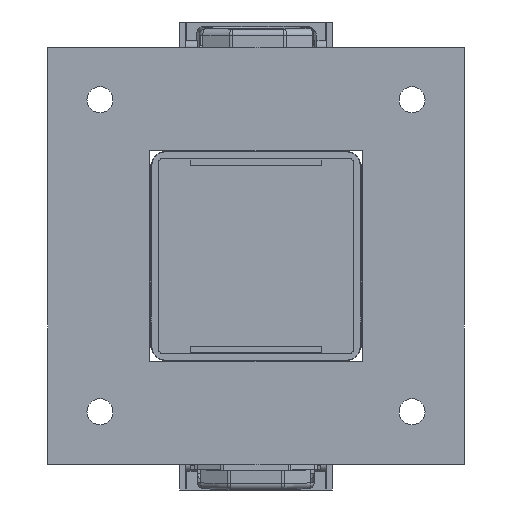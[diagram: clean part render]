
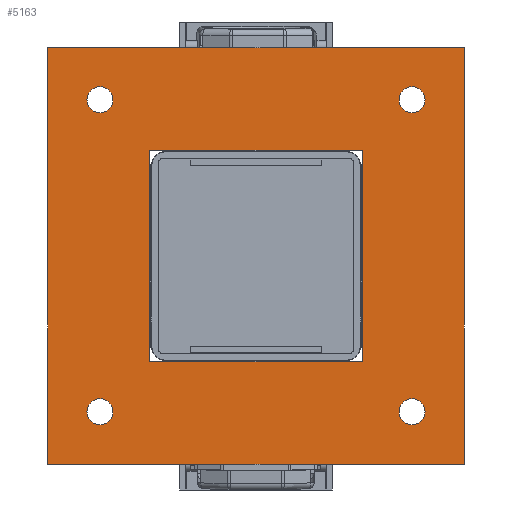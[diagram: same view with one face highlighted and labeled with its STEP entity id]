
A CAD part, front view. The second image highlights one B-rep face of the part: STEP entity #5163.
In plain terms, the highlighted planar face has unit normal (0, -1, 0).
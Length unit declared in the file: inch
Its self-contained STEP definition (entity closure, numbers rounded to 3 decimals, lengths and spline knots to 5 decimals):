
#78 = DIRECTION ( 'NONE',  ( 1., 0., 0. ) ) ;
#232 = ORIENTED_EDGE ( 'NONE', *, *, #21784, .T. ) ;
#745 = CARTESIAN_POINT ( 'NONE',  ( -6.70364, -19.14646, 38.03125 ) ) ;
#807 = VERTEX_POINT ( 'NONE', #16873 ) ;
#908 = DIRECTION ( 'NONE',  ( 0., 0., -1. ) ) ;
#957 = VERTEX_POINT ( 'NONE', #20154 ) ;
#1110 = VERTEX_POINT ( 'NONE', #16320 ) ;
#2435 = EDGE_CURVE ( 'NONE', #6899, #957, #2450, .T. ) ;
#2450 = LINE ( 'NONE', #8339, #22349 ) ;
#2683 = LINE ( 'NONE', #10071, #8695 ) ;
#2849 = DIRECTION ( 'NONE',  ( 0., 0., 1. ) ) ;
#3057 = CARTESIAN_POINT ( 'NONE',  ( -6.70364, -19.14646, 33.96875 ) ) ;
#3865 = VERTEX_POINT ( 'NONE', #3057 ) ;
#4821 = EDGE_LOOP ( 'NONE', ( #17398 ) ) ;
#4839 = CARTESIAN_POINT ( 'NONE',  ( -6.70364, -19.14646, 38.03125 ) ) ;
#5131 = CARTESIAN_POINT ( 'NONE',  ( -4.75051, -19.14646, 40. ) ) ;
#5163 = ADVANCED_FACE ( 'NONE', ( #26009, #18752, #17459, #9309, #14290, #20010 ), #5540, .F. ) ;
#5267 = CARTESIAN_POINT ( 'NONE',  ( -11.75051, -19.14646, 33.25443 ) ) ;
#5496 = CARTESIAN_POINT ( 'NONE',  ( -12.75051, -19.14646, 32. ) ) ;
#5540 = PLANE ( 'NONE',  #8754 ) ;
#6053 = DIRECTION ( 'NONE',  ( 0., 1., 0. ) ) ;
#6899 = VERTEX_POINT ( 'NONE', #5496 ) ;
#7109 = CARTESIAN_POINT ( 'NONE',  ( -10.79739, -19.14646, 33.96875 ) ) ;
#7342 = AXIS2_PLACEMENT_3D ( 'NONE', #13869, #7735, #7823 ) ;
#7552 = LINE ( 'NONE', #12843, #14741 ) ;
#7735 = DIRECTION ( 'NONE',  ( 0., 1., 0. ) ) ;
#7823 = DIRECTION ( 'NONE',  ( 0., 0., 1. ) ) ;
#8339 = CARTESIAN_POINT ( 'NONE',  ( -12.75051, -19.14646, 32. ) ) ;
#8695 = VECTOR ( 'NONE', #16252, 39.37008 ) ;
#8754 = AXIS2_PLACEMENT_3D ( 'NONE', #17381, #11447, #15447 ) ;
#9246 = DIRECTION ( 'NONE',  ( 0., 0., -1. ) ) ;
#9309 = FACE_BOUND ( 'NONE', #4821, .T. ) ;
#9610 = ORIENTED_EDGE ( 'NONE', *, *, #16769, .T. ) ;
#10071 = CARTESIAN_POINT ( 'NONE',  ( -12.75051, -19.14646, 40. ) ) ;
#10193 = CARTESIAN_POINT ( 'NONE',  ( -12.75051, -19.14646, 40. ) ) ;
#10538 = ORIENTED_EDGE ( 'NONE', *, *, #20168, .F. ) ;
#10754 = LINE ( 'NONE', #7109, #12957 ) ;
#10963 = EDGE_LOOP ( 'NONE', ( #21903, #23116, #14772, #23914 ) ) ;
#11380 = CARTESIAN_POINT ( 'NONE',  ( -5.75051, -19.14646, 33.00443 ) ) ;
#11447 = DIRECTION ( 'NONE',  ( 0., 1., 0. ) ) ;
#11668 = VERTEX_POINT ( 'NONE', #25372 ) ;
#12843 = CARTESIAN_POINT ( 'NONE',  ( -10.79739, -19.14646, 38.03125 ) ) ;
#12957 = VECTOR ( 'NONE', #17089, 39.37008 ) ;
#13131 = DIRECTION ( 'NONE',  ( 1., 0., 0. ) ) ;
#13248 = DIRECTION ( 'NONE',  ( 0., 0., 1. ) ) ;
#13345 = DIRECTION ( 'NONE',  ( 0., 1., 0. ) ) ;
#13349 = CIRCLE ( 'NONE', #23244, 0.25 ) ;
#13445 = CARTESIAN_POINT ( 'NONE',  ( -10.79739, -19.14646, 33.96875 ) ) ;
#13671 = ORIENTED_EDGE ( 'NONE', *, *, #21377, .T. ) ;
#13869 = CARTESIAN_POINT ( 'NONE',  ( -5.75051, -19.14646, 39.00443 ) ) ;
#13938 = DIRECTION ( 'NONE',  ( 0., 0., 1. ) ) ;
#14082 = EDGE_LOOP ( 'NONE', ( #232 ) ) ;
#14290 = FACE_BOUND ( 'NONE', #10963, .T. ) ;
#14311 = EDGE_CURVE ( 'NONE', #18474, #18474, #23509, .T. ) ;
#14741 = VECTOR ( 'NONE', #2849, 39.37008 ) ;
#14772 = ORIENTED_EDGE ( 'NONE', *, *, #15734, .T. ) ;
#15029 = LINE ( 'NONE', #4839, #21726 ) ;
#15091 = LINE ( 'NONE', #5131, #22378 ) ;
#15434 = VECTOR ( 'NONE', #78, 39.37008 ) ;
#15447 = DIRECTION ( 'NONE',  ( 0., 0., 1. ) ) ;
#15734 = EDGE_CURVE ( 'NONE', #3865, #16951, #10754, .T. ) ;
#15840 = DIRECTION ( 'NONE',  ( 0., 0., 1. ) ) ;
#16023 = DIRECTION ( 'NONE',  ( 0., 1., 0. ) ) ;
#16252 = DIRECTION ( 'NONE',  ( 0., 0., -1. ) ) ;
#16320 = CARTESIAN_POINT ( 'NONE',  ( -10.79739, -19.14646, 38.03125 ) ) ;
#16537 = ORIENTED_EDGE ( 'NONE', *, *, #24873, .F. ) ;
#16654 = CARTESIAN_POINT ( 'NONE',  ( -5.75051, -19.14646, 39.25443 ) ) ;
#16660 = VERTEX_POINT ( 'NONE', #745 ) ;
#16769 = EDGE_CURVE ( 'NONE', #20027, #20027, #13349, .T. ) ;
#16798 = CIRCLE ( 'NONE', #24828, 0.25 ) ;
#16873 = CARTESIAN_POINT ( 'NONE',  ( -12.75051, -19.14646, 40. ) ) ;
#16951 = VERTEX_POINT ( 'NONE', #13445 ) ;
#16975 = EDGE_LOOP ( 'NONE', ( #9610 ) ) ;
#17089 = DIRECTION ( 'NONE',  ( -1., 0., 0. ) ) ;
#17266 = CARTESIAN_POINT ( 'NONE',  ( -10.79739, -19.14646, 38.03125 ) ) ;
#17381 = CARTESIAN_POINT ( 'NONE',  ( -8.75051, -19.14646, 36. ) ) ;
#17398 = ORIENTED_EDGE ( 'NONE', *, *, #18862, .T. ) ;
#17459 = FACE_BOUND ( 'NONE', #18006, .T. ) ;
#17488 = VERTEX_POINT ( 'NONE', #5267 ) ;
#17529 = EDGE_LOOP ( 'NONE', ( #16537, #13671, #18503, #10538 ) ) ;
#18006 = EDGE_LOOP ( 'NONE', ( #22335 ) ) ;
#18099 = CARTESIAN_POINT ( 'NONE',  ( -11.75051, -19.14646, 33.00443 ) ) ;
#18474 = VERTEX_POINT ( 'NONE', #16654 ) ;
#18503 = ORIENTED_EDGE ( 'NONE', *, *, #2435, .T. ) ;
#18752 = FACE_BOUND ( 'NONE', #14082, .T. ) ;
#18862 = EDGE_CURVE ( 'NONE', #26031, #26031, #20810, .T. ) ;
#19095 = EDGE_CURVE ( 'NONE', #16951, #1110, #7552, .T. ) ;
#19869 = LINE ( 'NONE', #10193, #15434 ) ;
#20010 = FACE_OUTER_BOUND ( 'NONE', #17529, .T. ) ;
#20027 = VERTEX_POINT ( 'NONE', #24701 ) ;
#20154 = CARTESIAN_POINT ( 'NONE',  ( -4.75051, -19.14646, 32. ) ) ;
#20168 = EDGE_CURVE ( 'NONE', #11668, #957, #15091, .T. ) ;
#20658 = EDGE_CURVE ( 'NONE', #16660, #3865, #15029, .T. ) ;
#20810 = CIRCLE ( 'NONE', #25308, 0.25 ) ;
#21167 = EDGE_CURVE ( 'NONE', #1110, #16660, #22887, .T. ) ;
#21377 = EDGE_CURVE ( 'NONE', #807, #6899, #2683, .T. ) ;
#21726 = VECTOR ( 'NONE', #908, 39.37008 ) ;
#21784 = EDGE_CURVE ( 'NONE', #17488, #17488, #16798, .T. ) ;
#21903 = ORIENTED_EDGE ( 'NONE', *, *, #21167, .T. ) ;
#22175 = CARTESIAN_POINT ( 'NONE',  ( -11.75051, -19.14646, 39.00443 ) ) ;
#22256 = DIRECTION ( 'NONE',  ( 1., 0., 0. ) ) ;
#22274 = VECTOR ( 'NONE', #13131, 39.37008 ) ;
#22335 = ORIENTED_EDGE ( 'NONE', *, *, #14311, .T. ) ;
#22349 = VECTOR ( 'NONE', #22256, 39.37008 ) ;
#22378 = VECTOR ( 'NONE', #9246, 39.37008 ) ;
#22599 = CARTESIAN_POINT ( 'NONE',  ( -11.75051, -19.14646, 39.25443 ) ) ;
#22887 = LINE ( 'NONE', #17266, #22274 ) ;
#23116 = ORIENTED_EDGE ( 'NONE', *, *, #20658, .T. ) ;
#23244 = AXIS2_PLACEMENT_3D ( 'NONE', #11380, #13345, #13248 ) ;
#23509 = CIRCLE ( 'NONE', #7342, 0.25 ) ;
#23914 = ORIENTED_EDGE ( 'NONE', *, *, #19095, .T. ) ;
#24701 = CARTESIAN_POINT ( 'NONE',  ( -5.75051, -19.14646, 33.25443 ) ) ;
#24828 = AXIS2_PLACEMENT_3D ( 'NONE', #18099, #6053, #13938 ) ;
#24873 = EDGE_CURVE ( 'NONE', #807, #11668, #19869, .T. ) ;
#25308 = AXIS2_PLACEMENT_3D ( 'NONE', #22175, #16023, #15840 ) ;
#25372 = CARTESIAN_POINT ( 'NONE',  ( -4.75051, -19.14646, 40. ) ) ;
#26009 = FACE_BOUND ( 'NONE', #16975, .T. ) ;
#26031 = VERTEX_POINT ( 'NONE', #22599 ) ;
